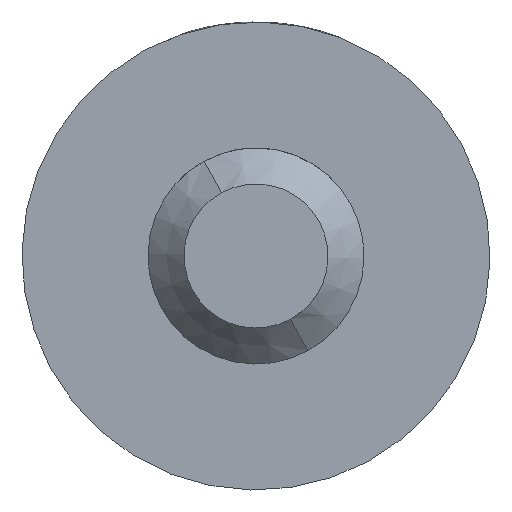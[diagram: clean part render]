
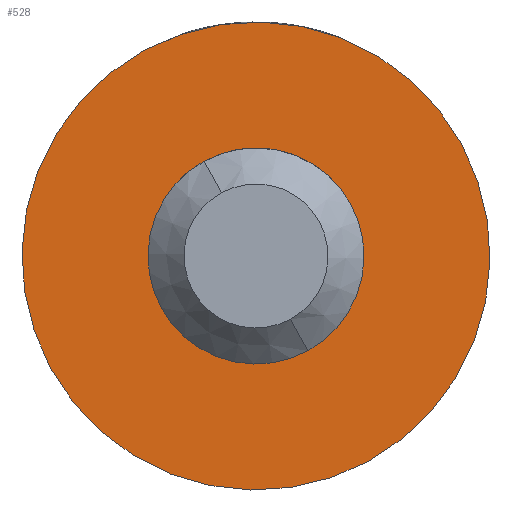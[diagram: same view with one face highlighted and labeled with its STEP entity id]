
A CAD part, left-side view. The second image highlights one B-rep face of the part: STEP entity #528.
In plain terms, the highlighted planar face has unit normal (-1, 0, 0).
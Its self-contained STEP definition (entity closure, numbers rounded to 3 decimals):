
#174=CARTESIAN_POINT('Axis2P3D Location',(45.,0.,0.)) ;
#178=CARTESIAN_POINT('Vertex',(45.,-3.116,-5.704)) ;
#180=CARTESIAN_POINT('Vertex',(45.,3.116,5.704)) ;
#213=CARTESIAN_POINT('Axis2P3D Location',(45.,0.,0.)) ;
#462=CARTESIAN_POINT('Vertex',(45.,-1.438,-2.633)) ;
#465=CARTESIAN_POINT('Axis2P3D Location',(45.,0.,0.)) ;
#469=CARTESIAN_POINT('Vertex',(45.,1.438,2.633)) ;
#488=CARTESIAN_POINT('Axis2P3D Location',(45.,0.,0.)) ;
#515=CARTESIAN_POINT('Axis2P3D Location',(45.,0.,6.5)) ;
#175=DIRECTION('Axis2P3D Direction',(-1.,0.,0.)) ;
#214=DIRECTION('Axis2P3D Direction',(-1.,0.,0.)) ;
#466=DIRECTION('Axis2P3D Direction',(-1.,0.,0.)) ;
#489=DIRECTION('Axis2P3D Direction',(-1.,0.,0.)) ;
#516=DIRECTION('Axis2P3D Direction',(-1.,0.,0.)) ;
#517=DIRECTION('Axis2P3D XDirection',(0.,1.,0.)) ;
#176=AXIS2_PLACEMENT_3D('Circle Axis2P3D',#174,#175,$) ;
#215=AXIS2_PLACEMENT_3D('Circle Axis2P3D',#213,#214,$) ;
#467=AXIS2_PLACEMENT_3D('Circle Axis2P3D',#465,#466,$) ;
#490=AXIS2_PLACEMENT_3D('Circle Axis2P3D',#488,#489,$) ;
#518=AXIS2_PLACEMENT_3D('Plane Axis2P3D',#515,#516,#517) ;
#521=ORIENTED_EDGE('',*,*,#182,.T.) ;
#522=ORIENTED_EDGE('',*,*,#217,.T.) ;
#525=ORIENTED_EDGE('',*,*,#492,.F.) ;
#526=ORIENTED_EDGE('',*,*,#471,.F.) ;
#527=FACE_BOUND('',#524,.T.) ;
#528=ADVANCED_FACE('Corps principal',(#523,#527),#519,.T.) ;
#177=CIRCLE('generated circle',#176,6.5) ;
#216=CIRCLE('generated circle',#215,6.5) ;
#468=CIRCLE('generated circle',#467,3.) ;
#491=CIRCLE('generated circle',#490,3.) ;
#182=EDGE_CURVE('',#179,#181,#177,.T.) ;
#217=EDGE_CURVE('',#181,#179,#216,.T.) ;
#471=EDGE_CURVE('',#463,#470,#468,.T.) ;
#492=EDGE_CURVE('',#470,#463,#491,.T.) ;
#520=EDGE_LOOP('',(#521,#522)) ;
#524=EDGE_LOOP('',(#525,#526)) ;
#523=FACE_OUTER_BOUND('',#520,.T.) ;
#519=PLANE('',#518) ;
#179=VERTEX_POINT('',#178) ;
#181=VERTEX_POINT('',#180) ;
#463=VERTEX_POINT('',#462) ;
#470=VERTEX_POINT('',#469) ;
